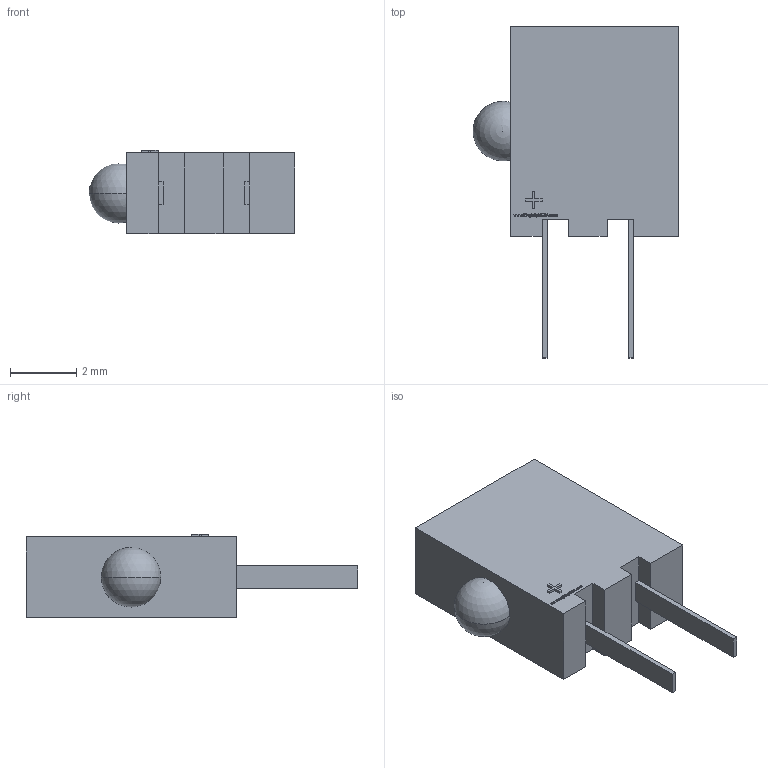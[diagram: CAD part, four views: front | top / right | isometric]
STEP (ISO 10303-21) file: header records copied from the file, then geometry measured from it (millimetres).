
FILE_DESCRIPTION (( 'STEP AP214' ), '1' );
FILE_NAME ('2520EH-1.STEP', '2008-08-29T15:53:49', ( '' ), ( '' ), 'SwSTEP 2.0', 'SolidWorks 2008', '' );
FILE_SCHEMA (( 'AUTOMOTIVE_DESIGN' ));
Length unit declared in the file: millimetre
Products named in the file (1): 2520EH-1
Bounding box: 6.22 x 10.03 x 2.52 mm (x, y, z)
Volume: 79.7 mm3; surface area: 140.5 mm2
Topology: 1 solids, 1 shells, 324 faces, 878 edges, 584 vertices
Faces by surface type: plane 206, bspline 116, sphere 2
Entity records: 19100 total; most frequent: CARTESIAN_POINT 8167, ORIENTED_EDGE 1746, DIRECTION 1063, EDGE_CURVE 873, VECTOR 637, LINE 637, VERTEX_POINT 581, EDGE_LOOP 354
